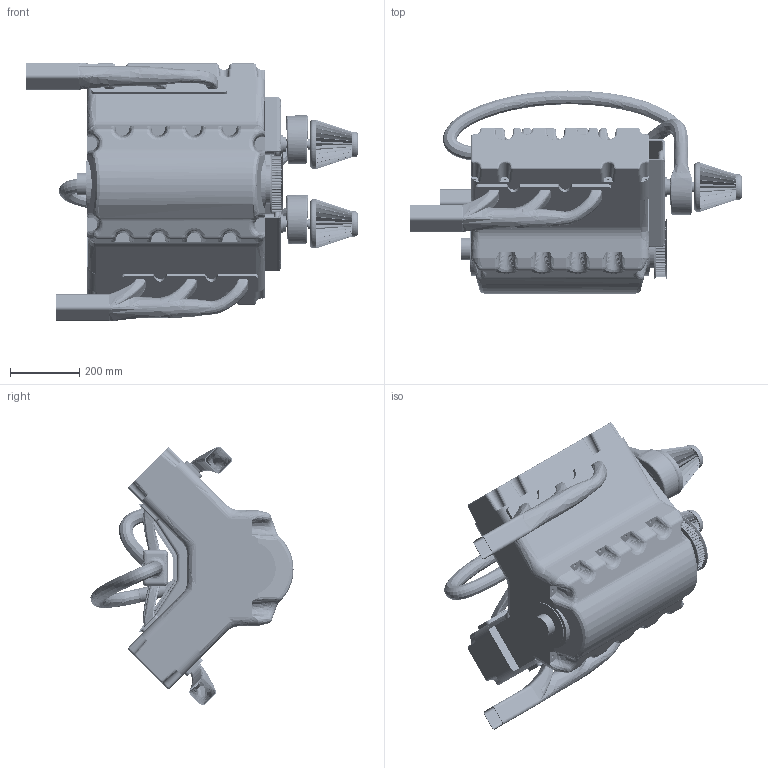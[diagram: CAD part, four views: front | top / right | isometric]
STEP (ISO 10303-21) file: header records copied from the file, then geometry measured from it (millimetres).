
FILE_DESCRIPTION(('FreeCAD Model'),'2;1');
FILE_NAME('Open CASCADE Shape Model','2025-05-04T09:49:49',('FreeCAD'),( 'FreeCAD'),'Open CASCADE STEP processor 7.6','FreeCAD','Unknown');
FILE_SCHEMA(('AUTOMOTIVE_DESIGN { 1 0 10303 214 1 1 1 1 }'));
Products named in the file (1): Open CASCADE STEP translator 7.6 1
Bounding box: 962.16 x 588.46 x 749.38 mm (x, y, z)
Volume: 42319214.8 mm3; surface area: 7783095.5 mm2
Topology: 66 solids, 74 shells, 6001 faces, 15683 edges, 9954 vertices
Faces by surface type: bspline 6001
Entity records: 637775 total; most frequent: CARTESIAN_POINT 549415, ORIENTED_EDGE 31110, EDGE_CURVE 15555, VERTEX_POINT 9954, B_SPLINE_CURVE_WITH_KNOTS 9842, FACE_BOUND 6573, EDGE_LOOP 6573, ADVANCED_FACE 6001
